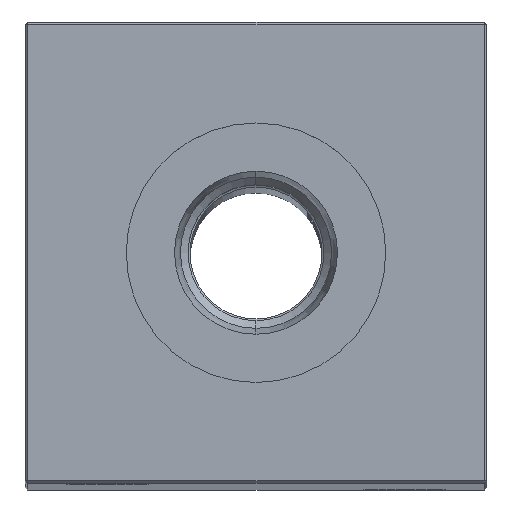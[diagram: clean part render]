
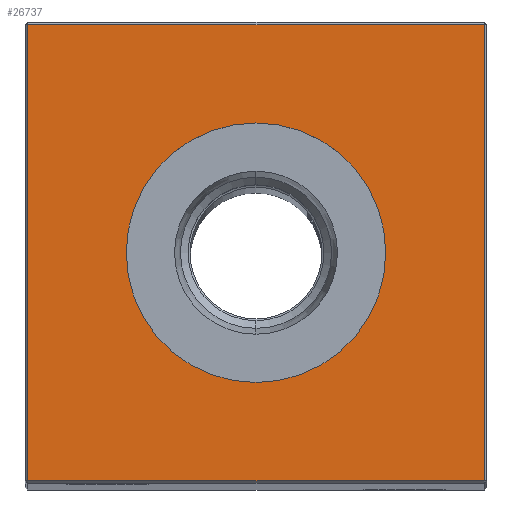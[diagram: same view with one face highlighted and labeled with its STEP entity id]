
A CAD part, top view. The second image highlights one B-rep face of the part: STEP entity #26737.
In plain terms, the highlighted planar face has unit normal (0, 0, 1).
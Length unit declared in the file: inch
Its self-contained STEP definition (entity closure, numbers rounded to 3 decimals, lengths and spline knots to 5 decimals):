
#569 = DIRECTION ( 'NONE',  ( -1., 0., 0. ) ) ;
#835 = DIRECTION ( 'NONE',  ( 0., -1., 0. ) ) ;
#1461 = FACE_BOUND ( 'NONE', #14452, .T. ) ;
#1513 = VECTOR ( 'NONE', #569, 39.37008 ) ;
#2334 = CARTESIAN_POINT ( 'NONE',  ( 0., 0., 14.25 ) ) ;
#3534 = DIRECTION ( 'NONE',  ( 0., 0., -1. ) ) ;
#4293 = DIRECTION ( 'NONE',  ( 0., 1., 0. ) ) ;
#4833 = CARTESIAN_POINT ( 'NONE',  ( -0.865, 0., 14.25 ) ) ;
#4924 = VECTOR ( 'NONE', #4293, 39.37008 ) ;
#5128 = AXIS2_PLACEMENT_3D ( 'NONE', #2334, #18986, #10755 ) ;
#6097 = LINE ( 'NONE', #6360, #4924 ) ;
#6360 = CARTESIAN_POINT ( 'NONE',  ( 0.865, 0., 14.25 ) ) ;
#6448 = VECTOR ( 'NONE', #16619, 39.37008 ) ;
#6738 = VERTEX_POINT ( 'NONE', #14372 ) ;
#6745 = EDGE_CURVE ( 'NONE', #25818, #22115, #11621, .T. ) ;
#7060 = CARTESIAN_POINT ( 'NONE',  ( 0.865, 0.865, 14.25 ) ) ;
#7387 = ORIENTED_EDGE ( 'NONE', *, *, #23538, .T. ) ;
#7776 = EDGE_CURVE ( 'NONE', #18446, #6738, #23671, .T. ) ;
#7816 = FACE_OUTER_BOUND ( 'NONE', #13846, .T. ) ;
#9738 = DIRECTION ( 'NONE',  ( -1., 0., 0. ) ) ;
#9877 = CARTESIAN_POINT ( 'NONE',  ( 0., 0., 14.25 ) ) ;
#10253 = CARTESIAN_POINT ( 'NONE',  ( 0., 0., 14.25 ) ) ;
#10755 = DIRECTION ( 'NONE',  ( -1., 0., 0. ) ) ;
#11043 = CARTESIAN_POINT ( 'NONE',  ( 0., 0.865, 14.25 ) ) ;
#11574 = CARTESIAN_POINT ( 'NONE',  ( 0.865, -0.865, 14.25 ) ) ;
#11621 = CIRCLE ( 'NONE', #26098, 0.49213 ) ;
#11793 = AXIS2_PLACEMENT_3D ( 'NONE', #9877, #3534, #9738 ) ;
#12301 = DIRECTION ( 'NONE',  ( 0., 0., -1. ) ) ;
#12698 = CARTESIAN_POINT ( 'NONE',  ( 0., 0.49213, 14.25 ) ) ;
#12890 = EDGE_CURVE ( 'NONE', #18727, #18446, #24085, .T. ) ;
#13174 = CARTESIAN_POINT ( 'NONE',  ( 0., -0.49213, 14.25 ) ) ;
#13470 = CIRCLE ( 'NONE', #5128, 0.49213 ) ;
#13846 = EDGE_LOOP ( 'NONE', ( #15211, #7387, #15932, #19791 ) ) ;
#14372 = CARTESIAN_POINT ( 'NONE',  ( -0.865, -0.865, 14.25 ) ) ;
#14452 = EDGE_LOOP ( 'NONE', ( #22695, #20960 ) ) ;
#14690 = CARTESIAN_POINT ( 'NONE',  ( 0., -0.865, 14.25 ) ) ;
#15182 = VECTOR ( 'NONE', #835, 39.37008 ) ;
#15211 = ORIENTED_EDGE ( 'NONE', *, *, #7776, .T. ) ;
#15436 = EDGE_CURVE ( 'NONE', #23087, #18727, #6097, .T. ) ;
#15932 = ORIENTED_EDGE ( 'NONE', *, *, #15436, .T. ) ;
#16619 = DIRECTION ( 'NONE',  ( 1., 0., 0. ) ) ;
#16752 = LINE ( 'NONE', #14690, #6448 ) ;
#18446 = VERTEX_POINT ( 'NONE', #22203 ) ;
#18482 = DIRECTION ( 'NONE',  ( -1., 0., 0. ) ) ;
#18727 = VERTEX_POINT ( 'NONE', #7060 ) ;
#18986 = DIRECTION ( 'NONE',  ( 0., 0., -1. ) ) ;
#19791 = ORIENTED_EDGE ( 'NONE', *, *, #12890, .T. ) ;
#20960 = ORIENTED_EDGE ( 'NONE', *, *, #6745, .T. ) ;
#22115 = VERTEX_POINT ( 'NONE', #12698 ) ;
#22203 = CARTESIAN_POINT ( 'NONE',  ( -0.865, 0.865, 14.25 ) ) ;
#22512 = PLANE ( 'NONE',  #11793 ) ;
#22695 = ORIENTED_EDGE ( 'NONE', *, *, #24057, .T. ) ;
#23087 = VERTEX_POINT ( 'NONE', #11574 ) ;
#23538 = EDGE_CURVE ( 'NONE', #6738, #23087, #16752, .T. ) ;
#23671 = LINE ( 'NONE', #4833, #15182 ) ;
#24057 = EDGE_CURVE ( 'NONE', #22115, #25818, #13470, .T. ) ;
#24085 = LINE ( 'NONE', #11043, #1513 ) ;
#25818 = VERTEX_POINT ( 'NONE', #13174 ) ;
#26098 = AXIS2_PLACEMENT_3D ( 'NONE', #10253, #12301, #18482 ) ;
#26737 = ADVANCED_FACE ( 'NONE', ( #7816, #1461 ), #22512, .F. ) ;
